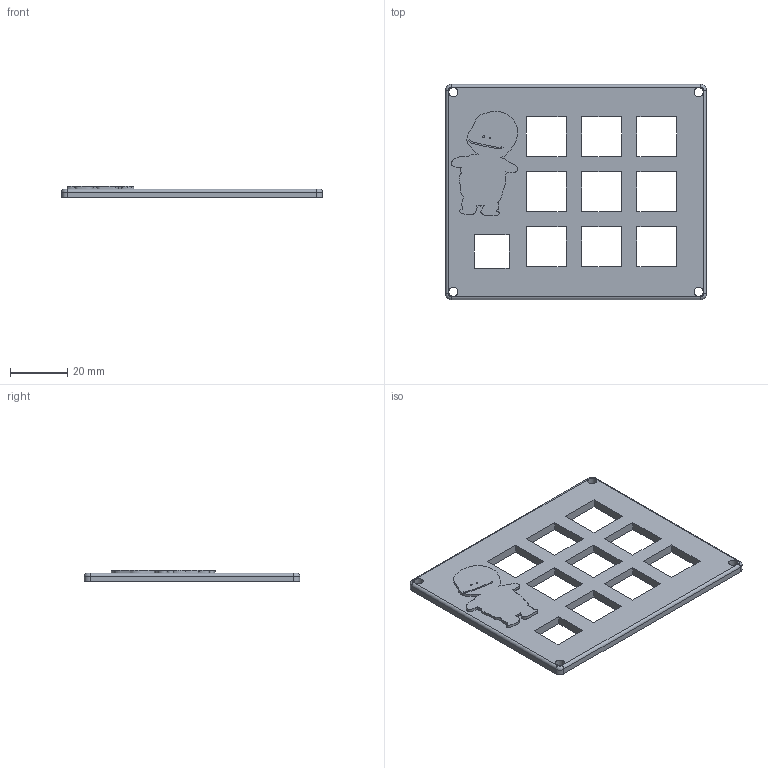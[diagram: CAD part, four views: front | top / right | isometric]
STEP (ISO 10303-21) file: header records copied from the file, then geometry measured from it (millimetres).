
FILE_DESCRIPTION(/* description */ ('STEP AP242','CAx-IF Rec.Pracs.---Representation and Presentation of Product Manufacturing Information (PMI)---4.0---2014-10-13','CAx-IF Rec.Pracs.---3D Tessellated Geometry---0.4---2014-09-14','2;1'),/* implementation_level */ '2;1');
FILE_NAME(/* name */ '67aee089f5640914345be8ba',/* time_stamp */ '2025-02-14T06:19:54Z',/* author */ (''),/* organization */ (''),/* preprocessor_version */ 'ST-DEVELOPER v20',/* originating_system */ 'ONSHAPE BY PTC INC, 1.193',/* authorisation */ ' ');
FILE_SCHEMA (('AP242_MANAGED_MODEL_BASED_3D_ENGINEERING_MIM_LF { 1 0 10303 442 1 1 4 }'));
Length unit declared in the file: metre
Products named in the file (1): Part 1
Bounding box: 91.5 x 75.5 x 4 mm (x, y, z)
Volume: 15365.9 mm3; surface area: 12741.7 mm2
Topology: 1 solids, 1 shells, 102 faces, 280 edges, 184 vertices
Faces by surface type: plane 62, cylinder 18, bspline 18, torus 4
Full cylindrical faces by diameter (mm): 0.564 x1, 0.631 x1, 3.2 x4
Entity records: 3722 total; most frequent: CARTESIAN_POINT 1161, ORIENTED_EDGE 548, DIRECTION 448, EDGE_CURVE 274, LINE 198, VECTOR 198, VERTEX_POINT 184, EDGE_LOOP 140
